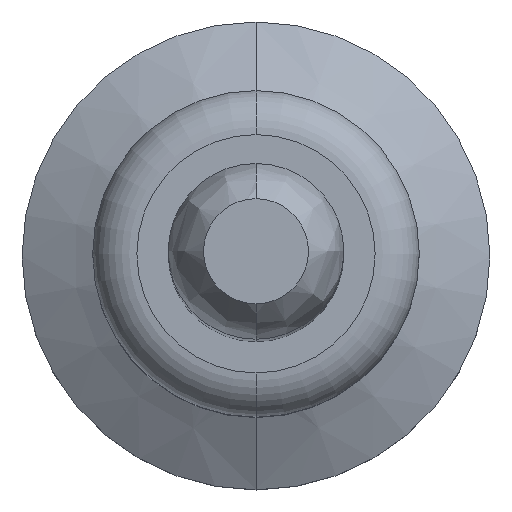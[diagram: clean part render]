
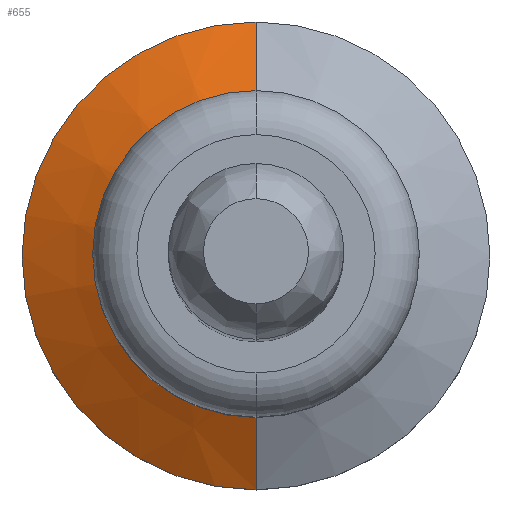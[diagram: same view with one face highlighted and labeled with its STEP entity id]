
A CAD part, top view. The second image highlights one B-rep face of the part: STEP entity #655.
In plain terms, the highlighted conical face has half-angle 61 degrees and reference radius 2.075 mm.
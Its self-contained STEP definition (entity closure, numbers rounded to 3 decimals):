
#69=DIRECTION('',(0.,-0.875,0.485));
#70=VECTOR('',#69,1.315);
#71=CARTESIAN_POINT('',(0.,2.65,-10.9));
#72=LINE('',#71,#70);
#73=DIRECTION('',(0.,0.875,0.485));
#74=VECTOR('',#73,1.315);
#75=CARTESIAN_POINT('',(0.,-2.65,-10.9));
#76=LINE('',#75,#74);
#77=CARTESIAN_POINT('',(0.,0.,-10.9));
#78=DIRECTION('',(0.,0.,1.));
#79=DIRECTION('',(0.,1.,0.));
#80=AXIS2_PLACEMENT_3D('',#77,#78,#79);
#131=CARTESIAN_POINT('',(0.,0.,-10.263));
#132=DIRECTION('',(0.,0.,1.));
#133=DIRECTION('',(0.,1.,0.));
#134=AXIS2_PLACEMENT_3D('',#131,#132,#133);
#457=CARTESIAN_POINT('',(0.,2.65,-10.9));
#458=CARTESIAN_POINT('',(0.,1.5,-10.263));
#459=VERTEX_POINT('',#457);
#460=VERTEX_POINT('',#458);
#469=CARTESIAN_POINT('',(0.,-2.65,-10.9));
#470=CARTESIAN_POINT('',(0.,-1.5,-10.263));
#471=VERTEX_POINT('',#469);
#472=VERTEX_POINT('',#470);
#641=CARTESIAN_POINT('',(0.,0.,-10.581));
#642=DIRECTION('',(0.,0.,-1.));
#643=DIRECTION('',(0.,-1.,0.));
#644=AXIS2_PLACEMENT_3D('',#641,#642,#643);
#645=CONICAL_SURFACE('',#644,2.075,61.);
#647=ORIENTED_EDGE('',*,*,#646,.T.);
#649=ORIENTED_EDGE('',*,*,#648,.T.);
#651=ORIENTED_EDGE('',*,*,#650,.F.);
#652=ORIENTED_EDGE('',*,*,#635,.F.);
#653=EDGE_LOOP('',(#647,#649,#651,#652));
#654=FACE_OUTER_BOUND('',#653,.F.);
#81=CIRCLE('',#80,2.65);
#135=CIRCLE('',#134,1.5);
#635=EDGE_CURVE('',#459,#471,#81,.T.);
#646=EDGE_CURVE('',#459,#460,#72,.T.);
#648=EDGE_CURVE('',#460,#472,#135,.T.);
#650=EDGE_CURVE('',#471,#472,#76,.T.);
#655=ADVANCED_FACE('',(#654),#645,.T.);
